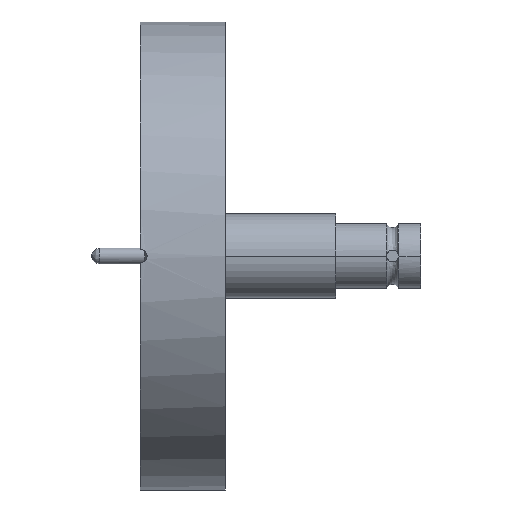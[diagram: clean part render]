
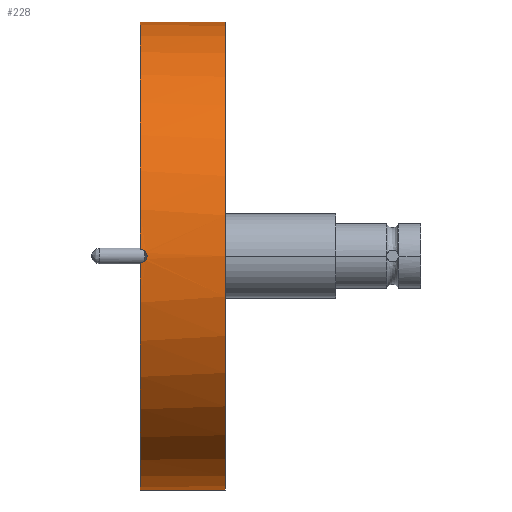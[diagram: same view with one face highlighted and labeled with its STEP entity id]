
A CAD part, left-side view. The second image highlights one B-rep face of the part: STEP entity #228.
In plain terms, the highlighted cylindrical face has radius 34.95 mm (diameter 69.9 mm), a partial arc.
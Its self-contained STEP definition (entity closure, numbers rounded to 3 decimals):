
#22 = CARTESIAN_POINT ( 'NONE',  ( -34.945, -0.799, 0.615 ) ) ;
#26 = CIRCLE ( 'NONE', #1168, 34.95 ) ;
#28 = B_SPLINE_CURVE_WITH_KNOTS ( 'NONE', 3,
 ( #1117, #1838, #1130, #2761, #1376, #22, #1616, #235, #1851, #450, #2078, #689, #2332, #915, #2560, #1140 ),
 .UNSPECIFIED., .F., .F.,
 ( 4, 2, 2, 2, 2, 2, 2, 4 ),
 ( 0., 0., 0.001, 0.001, 0.002, 0.002, 0.002, 0.003 ),
 .UNSPECIFIED. ) ;
#180 = CARTESIAN_POINT ( 'NONE',  ( 0., 0., -34.95 ) ) ;
#212 = CARTESIAN_POINT ( 'NONE',  ( 0., 0., 0. ) ) ;
#220 = CARTESIAN_POINT ( 'NONE',  ( 0., 0., 34.95 ) ) ;
#228 = ADVANCED_FACE ( 'NONE', ( #2972 ), #2423, .T. ) ;
#229 = CARTESIAN_POINT ( 'NONE',  ( 0., -12.7, -34.95 ) ) ;
#235 = CARTESIAN_POINT ( 'NONE',  ( -34.949, -0.974, 0.263 ) ) ;
#357 = DIRECTION ( 'NONE',  ( 0., 1., 0. ) ) ;
#371 = EDGE_CURVE ( 'NONE', #2592, #1252, #26, .T. ) ;
#426 = EDGE_CURVE ( 'NONE', #2202, #1370, #1423, .T. ) ;
#432 = DIRECTION ( 'NONE',  ( 0., 0., 1. ) ) ;
#450 = CARTESIAN_POINT ( 'NONE',  ( -34.95, -1., -0.13 ) ) ;
#458 = DIRECTION ( 'NONE',  ( 0., 0., 1. ) ) ;
#467 = VERTEX_POINT ( 'NONE', #1908 ) ;
#657 = DIRECTION ( 'NONE',  ( 0., 1., 0. ) ) ;
#689 = CARTESIAN_POINT ( 'NONE',  ( -34.947, -0.874, -0.503 ) ) ;
#717 = CIRCLE ( 'NONE', #2008, 34.95 ) ;
#734 = CARTESIAN_POINT ( 'NONE',  ( 0., -12.7, 34.95 ) ) ;
#738 = VECTOR ( 'NONE', #893, 1000. ) ;
#743 = LINE ( 'NONE', #1340, #738 ) ;
#763 = CIRCLE ( 'NONE', #1208, 34.95 ) ;
#838 = VECTOR ( 'NONE', #657, 1000. ) ;
#893 = DIRECTION ( 'NONE',  ( 0., 1., 0. ) ) ;
#915 = CARTESIAN_POINT ( 'NONE',  ( -34.939, -0.521, -0.893 ) ) ;
#923 = CARTESIAN_POINT ( 'NONE',  ( 0., -12.7, 0. ) ) ;
#944 = CARTESIAN_POINT ( 'NONE',  ( 0., -12.7, 34.95 ) ) ;
#1117 = CARTESIAN_POINT ( 'NONE',  ( -34.936, 0., 1. ) ) ;
#1130 = CARTESIAN_POINT ( 'NONE',  ( -34.936, -0.262, 0.974 ) ) ;
#1140 = CARTESIAN_POINT ( 'NONE',  ( -34.936, 0., -1. ) ) ;
#1150 = CARTESIAN_POINT ( 'NONE',  ( 0., -12.7, 0. ) ) ;
#1152 = DIRECTION ( 'NONE',  ( 0., 0., 1. ) ) ;
#1168 = AXIS2_PLACEMENT_3D ( 'NONE', #2900, #357, #2409 ) ;
#1208 = AXIS2_PLACEMENT_3D ( 'NONE', #212, #1825, #432 ) ;
#1252 = VERTEX_POINT ( 'NONE', #2404 ) ;
#1340 = CARTESIAN_POINT ( 'NONE',  ( 0., -12.7, -34.95 ) ) ;
#1370 = VERTEX_POINT ( 'NONE', #220 ) ;
#1376 = CARTESIAN_POINT ( 'NONE',  ( -34.941, -0.615, 0.799 ) ) ;
#1423 = LINE ( 'NONE', #944, #838 ) ;
#1436 = ORIENTED_EDGE ( 'NONE', *, *, #2731, .F. ) ;
#1616 = CARTESIAN_POINT ( 'NONE',  ( -34.947, -0.874, 0.503 ) ) ;
#1700 = EDGE_LOOP ( 'NONE', ( #1436, #1989, #2090, #2708, #2366, #2874 ) ) ;
#1825 = DIRECTION ( 'NONE',  ( 0., 1., 0. ) ) ;
#1838 = CARTESIAN_POINT ( 'NONE',  ( -34.936, -0.132, 1. ) ) ;
#1851 = CARTESIAN_POINT ( 'NONE',  ( -34.95, -1., 0.131 ) ) ;
#1908 = CARTESIAN_POINT ( 'NONE',  ( -34.936, 0., 1. ) ) ;
#1989 = ORIENTED_EDGE ( 'NONE', *, *, #2799, .T. ) ;
#2008 = AXIS2_PLACEMENT_3D ( 'NONE', #923, #2564, #1152 ) ;
#2045 = VERTEX_POINT ( 'NONE', #229 ) ;
#2078 = CARTESIAN_POINT ( 'NONE',  ( -34.949, -0.974, -0.261 ) ) ;
#2090 = ORIENTED_EDGE ( 'NONE', *, *, #426, .T. ) ;
#2181 = AXIS2_PLACEMENT_3D ( 'NONE', #1150, #2783, #458 ) ;
#2202 = VERTEX_POINT ( 'NONE', #734 ) ;
#2332 = CARTESIAN_POINT ( 'NONE',  ( -34.945, -0.801, -0.613 ) ) ;
#2366 = ORIENTED_EDGE ( 'NONE', *, *, #2771, .T. ) ;
#2404 = CARTESIAN_POINT ( 'NONE',  ( -34.936, 0., -1. ) ) ;
#2409 = DIRECTION ( 'NONE',  ( 0., 0., 1. ) ) ;
#2423 = CYLINDRICAL_SURFACE ( 'NONE', #2181, 34.95 ) ;
#2560 = CARTESIAN_POINT ( 'NONE',  ( -34.936, -0.264, -1. ) ) ;
#2564 = DIRECTION ( 'NONE',  ( 0., 1., 0. ) ) ;
#2592 = VERTEX_POINT ( 'NONE', #180 ) ;
#2708 = ORIENTED_EDGE ( 'NONE', *, *, #2747, .F. ) ;
#2731 = EDGE_CURVE ( 'NONE', #2045, #2592, #743, .T. ) ;
#2747 = EDGE_CURVE ( 'NONE', #467, #1370, #763, .T. ) ;
#2761 = CARTESIAN_POINT ( 'NONE',  ( -34.939, -0.504, 0.874 ) ) ;
#2771 = EDGE_CURVE ( 'NONE', #467, #1252, #28, .T. ) ;
#2783 = DIRECTION ( 'NONE',  ( 0., 1., 0. ) ) ;
#2799 = EDGE_CURVE ( 'NONE', #2045, #2202, #717, .T. ) ;
#2874 = ORIENTED_EDGE ( 'NONE', *, *, #371, .F. ) ;
#2900 = CARTESIAN_POINT ( 'NONE',  ( 0., 0., 0. ) ) ;
#2972 = FACE_OUTER_BOUND ( 'NONE', #1700, .T. ) ;
